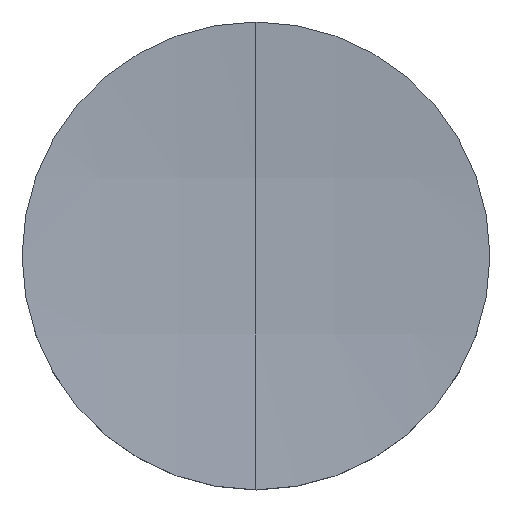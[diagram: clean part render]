
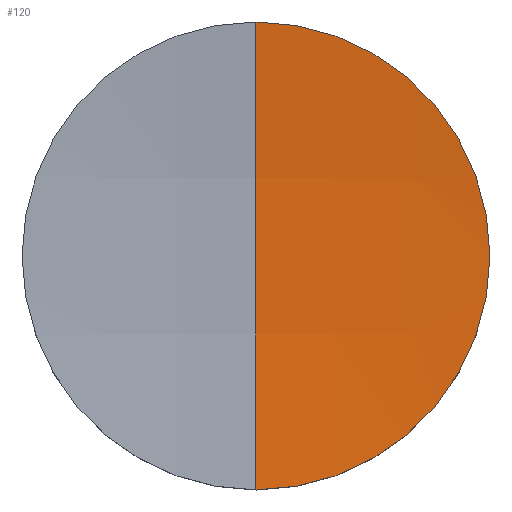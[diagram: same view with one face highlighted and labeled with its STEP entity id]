
A CAD part, top view. The second image highlights one B-rep face of the part: STEP entity #120.
In plain terms, the highlighted free-form (B-spline) face has degree [3, 3] with [4, 4] control points.
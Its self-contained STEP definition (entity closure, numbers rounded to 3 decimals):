
#1 = ORIENTED_EDGE ( 'NONE', *, *, #20, .T. ) ;
#6 = CARTESIAN_POINT ( 'NONE',  ( 0., 0., 4.463 ) ) ;
#20 = EDGE_CURVE ( 'NONE', #242, #229, #233, .T. ) ;
#34 = ORIENTED_EDGE ( 'NONE', *, *, #115, .F. ) ;
#48 = CARTESIAN_POINT ( 'NONE',  ( 8.539, -4.296, 3.898 ) ) ;
#51 = CARTESIAN_POINT ( 'NONE',  ( 12.793, 4.296, 4.278 ) ) ;
#55 = VERTEX_POINT ( 'NONE', #146 ) ;
#57 = EDGE_CURVE ( 'NONE', #242, #55, #113, .T. ) ;
#60 = CARTESIAN_POINT ( 'NONE',  ( 0., -12.7, 4.463 ) ) ;
#68 = CARTESIAN_POINT ( 'NONE',  ( 0., 0., 4.463 ) ) ;
#70 = DIRECTION ( 'NONE',  ( 1., 0., 0. ) ) ;
#71 = CARTESIAN_POINT ( 'NONE',  ( 4.271, -4.296, 3.707 ) ) ;
#83 = CARTESIAN_POINT ( 'NONE',  ( 0., 12.7, 4.463 ) ) ;
#89 = CARTESIAN_POINT ( 'NONE',  ( 12.725, -12.852, 5.045 ) ) ;
#93 = CARTESIAN_POINT ( 'NONE',  ( 0., -12.852, 4.477 ) ) ;
#106 = CARTESIAN_POINT ( 'NONE',  ( 8.493, 12.852, 4.667 ) ) ;
#113 = CIRCLE ( 'NONE', #214, 12.7 ) ;
#115 = EDGE_CURVE ( 'NONE', #55, #229, #118, .T. ) ;
#118 = CIRCLE ( 'NONE', #277, 12.7 ) ;
#120 = ADVANCED_FACE ( 'NONE', ( #197 ), #219, .F. ) ;
#121 = CARTESIAN_POINT ( 'NONE',  ( 0., 0., 147.3 ) ) ;
#133 = AXIS2_PLACEMENT_3D ( 'NONE', #121, #143, #239 ) ;
#139 = EDGE_LOOP ( 'NONE', ( #263, #1, #34 ) ) ;
#143 = DIRECTION ( 'NONE',  ( -1., 0., 0. ) ) ;
#146 = CARTESIAN_POINT ( 'NONE',  ( 12.7, 0., 4.463 ) ) ;
#156 = CARTESIAN_POINT ( 'NONE',  ( 8.539, 4.296, 3.898 ) ) ;
#160 = CARTESIAN_POINT ( 'NONE',  ( 8.493, -12.852, 4.667 ) ) ;
#187 = CARTESIAN_POINT ( 'NONE',  ( 0., 4.296, 3.707 ) ) ;
#188 = DIRECTION ( 'NONE',  ( 0., 0., -1. ) ) ;
#197 = FACE_OUTER_BOUND ( 'NONE', #139, .T. ) ;
#208 = CARTESIAN_POINT ( 'NONE',  ( 4.271, 4.296, 3.707 ) ) ;
#214 = AXIS2_PLACEMENT_3D ( 'NONE', #68, #295, #70 ) ;
#219 =( BOUNDED_SURFACE ( )  B_SPLINE_SURFACE ( 3, 3, ( 
 ( #220, #106, #230, #254 ),
 ( #51, #156, #208, #187 ),
 ( #227, #48, #71, #232 ),
 ( #89, #160, #255, #93 ) ),
 .UNSPECIFIED., .F., .F., .T. ) 
 B_SPLINE_SURFACE_WITH_KNOTS ( ( 4, 4 ),
 ( 4, 4 ),
 ( 0., 1. ),
 ( 0., 1. ),
 .UNSPECIFIED. ) 
 GEOMETRIC_REPRESENTATION_ITEM ( )  RATIONAL_B_SPLINE_SURFACE ( (
 ( 1., 0.999, 0.999, 1.),
 ( 0.997, 0.997, 0.997, 0.997),
 ( 0.997, 0.997, 0.997, 0.997),
 ( 1., 0.999, 0.999, 1.) ) ) 
 REPRESENTATION_ITEM ( '' )  SURFACE ( )  );
#220 = CARTESIAN_POINT ( 'NONE',  ( 12.725, 12.852, 5.045 ) ) ;
#227 = CARTESIAN_POINT ( 'NONE',  ( 12.793, -4.296, 4.278 ) ) ;
#229 = VERTEX_POINT ( 'NONE', #60 ) ;
#230 = CARTESIAN_POINT ( 'NONE',  ( 4.249, 12.852, 4.477 ) ) ;
#232 = CARTESIAN_POINT ( 'NONE',  ( 0., -4.296, 3.707 ) ) ;
#233 = CIRCLE ( 'NONE', #133, 143.4 ) ;
#239 = DIRECTION ( 'NONE',  ( 0., 1., 0. ) ) ;
#242 = VERTEX_POINT ( 'NONE', #83 ) ;
#254 = CARTESIAN_POINT ( 'NONE',  ( 0., 12.852, 4.477 ) ) ;
#255 = CARTESIAN_POINT ( 'NONE',  ( 4.249, -12.852, 4.477 ) ) ;
#263 = ORIENTED_EDGE ( 'NONE', *, *, #57, .F. ) ;
#275 = DIRECTION ( 'NONE',  ( 1., 0., 0. ) ) ;
#277 = AXIS2_PLACEMENT_3D ( 'NONE', #6, #188, #275 ) ;
#295 = DIRECTION ( 'NONE',  ( 0., 0., -1. ) ) ;
